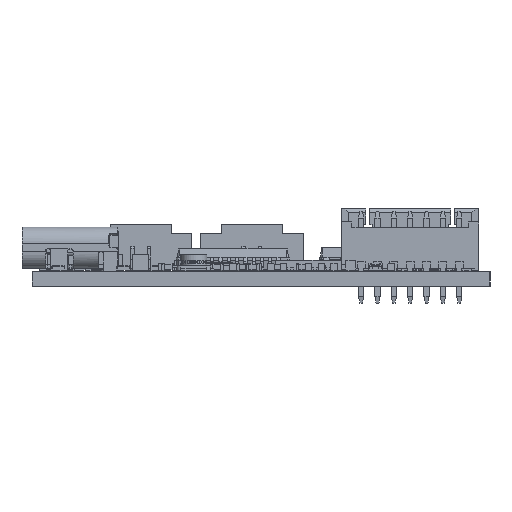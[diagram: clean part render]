
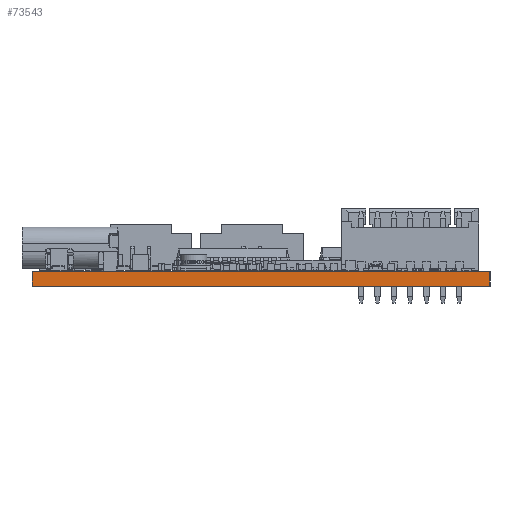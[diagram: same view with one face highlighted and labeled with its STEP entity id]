
A CAD part, left-side view. The second image highlights one B-rep face of the part: STEP entity #73543.
In plain terms, the highlighted planar face has unit normal (-1, 0, 0).
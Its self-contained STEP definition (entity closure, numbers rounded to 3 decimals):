
#72778 = VERTEX_POINT('',#72779);
#72779 = CARTESIAN_POINT('',(30.,-30.,0.));
#72785 = EDGE_CURVE('',#72786,#72778,#72788,.T.);
#72786 = VERTEX_POINT('',#72787);
#72787 = CARTESIAN_POINT('',(30.,-65.,0.));
#72788 = LINE('',#72789,#72790);
#72789 = CARTESIAN_POINT('',(30.,-65.,0.));
#72790 = VECTOR('',#72791,1.);
#72791 = DIRECTION('',(0.,1.,0.));
#73147 = VERTEX_POINT('',#73148);
#73148 = CARTESIAN_POINT('',(30.,-30.,1.11));
#73154 = EDGE_CURVE('',#73155,#73147,#73157,.T.);
#73155 = VERTEX_POINT('',#73156);
#73156 = CARTESIAN_POINT('',(30.,-65.,1.11));
#73157 = LINE('',#73158,#73159);
#73158 = CARTESIAN_POINT('',(30.,-65.,1.11));
#73159 = VECTOR('',#73160,1.);
#73160 = DIRECTION('',(0.,1.,0.));
#73513 = EDGE_CURVE('',#72778,#73147,#73514,.T.);
#73514 = LINE('',#73515,#73516);
#73515 = CARTESIAN_POINT('',(30.,-30.,0.));
#73516 = VECTOR('',#73517,1.);
#73517 = DIRECTION('',(0.,0.,1.));
#73543 = ADVANCED_FACE('',(#73544),#73555,.T.);
#73544 = FACE_BOUND('',#73545,.T.);
#73545 = EDGE_LOOP('',(#73546,#73552,#73553,#73554));
#73546 = ORIENTED_EDGE('',*,*,#73547,.T.);
#73547 = EDGE_CURVE('',#72786,#73155,#73548,.T.);
#73548 = LINE('',#73549,#73550);
#73549 = CARTESIAN_POINT('',(30.,-65.,0.));
#73550 = VECTOR('',#73551,1.);
#73551 = DIRECTION('',(0.,0.,1.));
#73552 = ORIENTED_EDGE('',*,*,#73154,.T.);
#73553 = ORIENTED_EDGE('',*,*,#73513,.F.);
#73554 = ORIENTED_EDGE('',*,*,#72785,.F.);
#73555 = PLANE('',#73556);
#73556 = AXIS2_PLACEMENT_3D('',#73557,#73558,#73559);
#73557 = CARTESIAN_POINT('',(30.,-65.,0.));
#73558 = DIRECTION('',(-1.,0.,0.));
#73559 = DIRECTION('',(0.,1.,0.));
